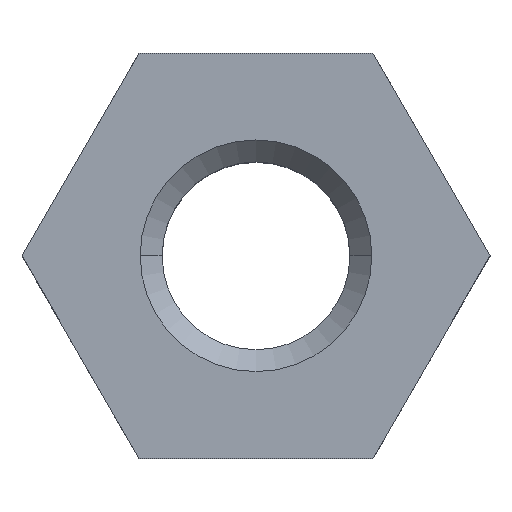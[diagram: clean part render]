
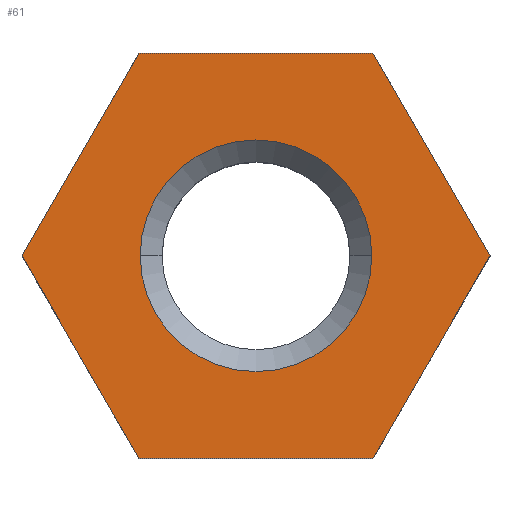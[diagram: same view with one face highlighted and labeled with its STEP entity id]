
A CAD part, top view. The second image highlights one B-rep face of the part: STEP entity #61.
In plain terms, the highlighted planar face has unit normal (0, 0, 1).
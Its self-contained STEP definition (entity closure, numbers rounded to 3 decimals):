
#61=ADVANCED_FACE('',(#94,#95),#96,.F.);
#94=FACE_BOUND('',#128,.T.);
#95=FACE_OUTER_BOUND('',#129,.T.);
#96=PLANE('',#130);
#128=EDGE_LOOP('',(#240,#241));
#129=EDGE_LOOP('',(#242,#243,#244,#245,#246,#247));
#130=AXIS2_PLACEMENT_3D('',#248,#249,#250);
#240=ORIENTED_EDGE('',*,*,#266,.T.);
#241=ORIENTED_EDGE('',*,*,#267,.T.);
#242=ORIENTED_EDGE('',*,*,#286,.F.);
#243=ORIENTED_EDGE('',*,*,#283,.F.);
#244=ORIENTED_EDGE('',*,*,#285,.F.);
#245=ORIENTED_EDGE('',*,*,#276,.F.);
#246=ORIENTED_EDGE('',*,*,#279,.F.);
#247=ORIENTED_EDGE('',*,*,#281,.F.);
#248=CARTESIAN_POINT('',(0.,0.,0.));
#249=DIRECTION('',(0.0,0.,-1.0));
#250=DIRECTION('',(1.0,0.0,0.0));
#266=EDGE_CURVE('',#312,#314,#316,.T.);
#267=EDGE_CURVE('',#314,#312,#317,.T.);
#276=EDGE_CURVE('',#327,#329,#330,.T.);
#279=EDGE_CURVE('',#332,#327,#334,.T.);
#281=EDGE_CURVE('',#335,#332,#337,.T.);
#283=EDGE_CURVE('',#338,#340,#341,.T.);
#285=EDGE_CURVE('',#329,#338,#343,.T.);
#286=EDGE_CURVE('',#340,#335,#344,.T.);
#312=VERTEX_POINT('',#403);
#314=VERTEX_POINT('',#406);
#316=CIRCLE('',#409,2.0);
#317=CIRCLE('',#410,2.0);
#327=VERTEX_POINT('',#447);
#329=VERTEX_POINT('',#450);
#330=LINE('',#451,#452);
#332=VERTEX_POINT('',#455);
#334=LINE('',#458,#459);
#335=VERTEX_POINT('',#460);
#337=LINE('',#463,#464);
#338=VERTEX_POINT('',#465);
#340=VERTEX_POINT('',#468);
#341=LINE('',#469,#470);
#343=LINE('',#473,#474);
#344=LINE('',#475,#476);
#403=CARTESIAN_POINT('',(2.0,0.0,0.0));
#406=CARTESIAN_POINT('',(-2.0,0.,0.));
#409=AXIS2_PLACEMENT_3D('',#497,#498,#499);
#410=AXIS2_PLACEMENT_3D('',#500,#501,#502);
#447=CARTESIAN_POINT('',(-4.041,0.,0.));
#450=CARTESIAN_POINT('',(-2.021,3.5,0.));
#451=CARTESIAN_POINT('',(-4.041,0.,0.));
#452=VECTOR('',#516,1.0);
#455=CARTESIAN_POINT('',(-2.021,-3.5,0.));
#458=CARTESIAN_POINT('',(-2.021,-3.5,0.));
#459=VECTOR('',#519,1.0);
#460=CARTESIAN_POINT('',(2.021,-3.5,0.));
#463=CARTESIAN_POINT('',(2.021,-3.5,0.));
#464=VECTOR('',#521,1.0);
#465=CARTESIAN_POINT('',(2.021,3.5,0.));
#468=CARTESIAN_POINT('',(4.041,0.0,0.0));
#469=CARTESIAN_POINT('',(2.021,3.5,0.));
#470=VECTOR('',#523,1.0);
#473=CARTESIAN_POINT('',(-2.021,3.5,0.));
#474=VECTOR('',#525,1.0);
#475=CARTESIAN_POINT('',(4.041,0.0,0.0));
#476=VECTOR('',#526,1.0);
#497=CARTESIAN_POINT('',(0.0,0.0,0.0));
#498=DIRECTION('',(0.0,0.,-1.0));
#499=DIRECTION('',(1.0,0.0,0.0));
#500=CARTESIAN_POINT('',(0.0,0.0,0.0));
#501=DIRECTION('',(0.0,0.,-1.0));
#502=DIRECTION('',(1.0,0.0,0.0));
#516=DIRECTION('',(0.5,0.866,0.));
#519=DIRECTION('',(-0.5,0.866,0.));
#521=DIRECTION('',(-1.0,-0.0,0.0));
#523=DIRECTION('',(0.5,-0.866,0.));
#525=DIRECTION('',(1.0,0.,0.));
#526=DIRECTION('',(-0.5,-0.866,0.));
